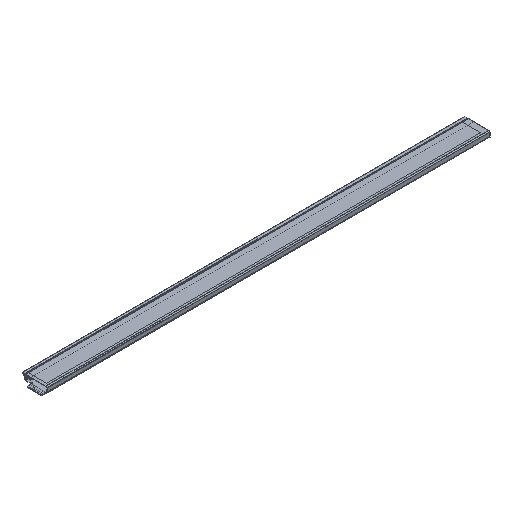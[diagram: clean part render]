
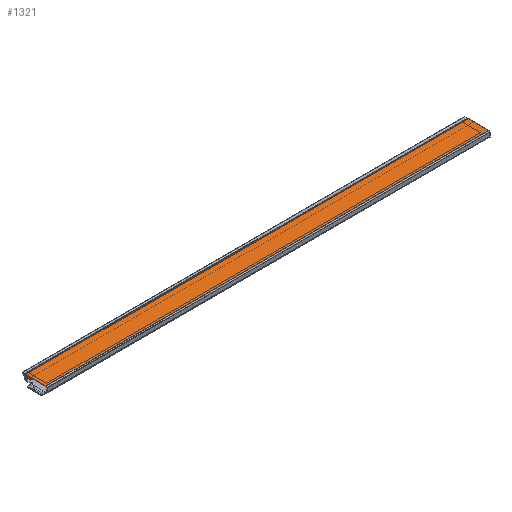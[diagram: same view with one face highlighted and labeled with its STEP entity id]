
A CAD part, isometric view. The second image highlights one B-rep face of the part: STEP entity #1321.
In plain terms, the highlighted planar face has unit normal (0, 0, 1).
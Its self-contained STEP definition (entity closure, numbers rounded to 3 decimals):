
#14 = VECTOR ( 'NONE', #2262, 1000. ) ;
#28 = CARTESIAN_POINT ( 'NONE',  ( -2., 13.4, 0. ) ) ;
#133 = VECTOR ( 'NONE', #2202, 1000. ) ;
#139 = VERTEX_POINT ( 'NONE', #1505 ) ;
#183 = DIRECTION ( 'NONE',  ( 0., 0., -1. ) ) ;
#186 = CARTESIAN_POINT ( 'NONE',  ( 269.9, 0., 0. ) ) ;
#297 = DIRECTION ( 'NONE',  ( 1., 0., 0. ) ) ;
#307 = CARTESIAN_POINT ( 'NONE',  ( -2., 0.7, 0. ) ) ;
#375 = ORIENTED_EDGE ( 'NONE', *, *, #2434, .T. ) ;
#408 = DIRECTION ( 'NONE',  ( 0., 1., 0. ) ) ;
#589 = LINE ( 'NONE', #307, #1874 ) ;
#631 = CARTESIAN_POINT ( 'NONE',  ( 0., 0., 0. ) ) ;
#682 = LINE ( 'NONE', #1092, #14 ) ;
#709 = EDGE_CURVE ( 'NONE', #2527, #975, #2621, .T. ) ;
#756 = EDGE_CURVE ( 'NONE', #975, #1302, #682, .T. ) ;
#916 = CARTESIAN_POINT ( 'NONE',  ( 269.9, 13.4, 0. ) ) ;
#925 = ORIENTED_EDGE ( 'NONE', *, *, #756, .T. ) ;
#935 = LINE ( 'NONE', #2644, #133 ) ;
#975 = VERTEX_POINT ( 'NONE', #916 ) ;
#1092 = CARTESIAN_POINT ( 'NONE',  ( -2., 13.4, 0. ) ) ;
#1196 = EDGE_LOOP ( 'NONE', ( #2505, #2598, #925, #375 ) ) ;
#1291 = VECTOR ( 'NONE', #408, 1000. ) ;
#1302 = VERTEX_POINT ( 'NONE', #28 ) ;
#1307 = PLANE ( 'NONE',  #1831 ) ;
#1321 = ADVANCED_FACE ( 'NONE', ( #2793 ), #1307, .F. ) ;
#1505 = CARTESIAN_POINT ( 'NONE',  ( -2., 0.7, 0. ) ) ;
#1789 = CARTESIAN_POINT ( 'NONE',  ( 269.9, 0.7, 0. ) ) ;
#1831 = AXIS2_PLACEMENT_3D ( 'NONE', #631, #183, #2888 ) ;
#1874 = VECTOR ( 'NONE', #297, 1000. ) ;
#2202 = DIRECTION ( 'NONE',  ( 0., -1., 0. ) ) ;
#2262 = DIRECTION ( 'NONE',  ( -1., 0., 0. ) ) ;
#2434 = EDGE_CURVE ( 'NONE', #1302, #139, #935, .T. ) ;
#2505 = ORIENTED_EDGE ( 'NONE', *, *, #2791, .T. ) ;
#2527 = VERTEX_POINT ( 'NONE', #1789 ) ;
#2598 = ORIENTED_EDGE ( 'NONE', *, *, #709, .T. ) ;
#2621 = LINE ( 'NONE', #186, #1291 ) ;
#2644 = CARTESIAN_POINT ( 'NONE',  ( -2., 0., 0. ) ) ;
#2791 = EDGE_CURVE ( 'NONE', #139, #2527, #589, .T. ) ;
#2793 = FACE_OUTER_BOUND ( 'NONE', #1196, .T. ) ;
#2888 = DIRECTION ( 'NONE',  ( -1., 0., 0. ) ) ;
